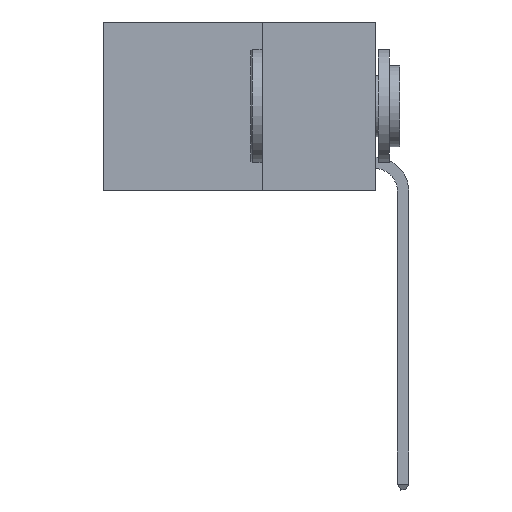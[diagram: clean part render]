
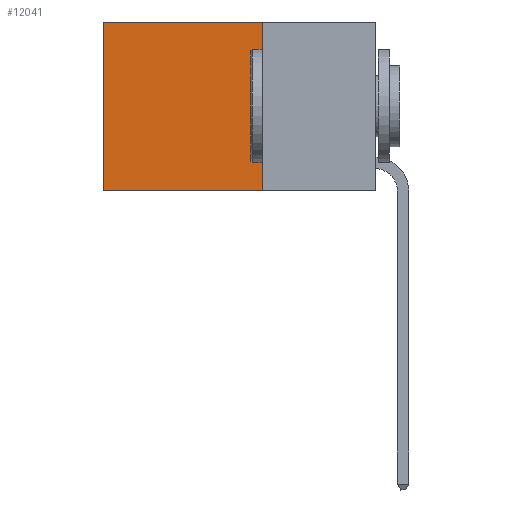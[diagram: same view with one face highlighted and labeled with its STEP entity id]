
A CAD part, left-side view. The second image highlights one B-rep face of the part: STEP entity #12041.
In plain terms, the highlighted planar face has unit normal (-1, 0, 0).
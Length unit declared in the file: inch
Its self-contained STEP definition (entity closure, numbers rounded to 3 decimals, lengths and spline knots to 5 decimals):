
#168 = CARTESIAN_POINT ( 'NONE',  ( 0.2625, 0.25, -0.37 ) ) ;
#311 = LINE ( 'NONE', #8448, #526 ) ;
#526 = VECTOR ( 'NONE', #12465, 39.37008 ) ;
#1054 = LINE ( 'NONE', #13013, #11716 ) ;
#1184 = DIRECTION ( 'NONE',  ( 0., 1., 0. ) ) ;
#1704 = ORIENTED_EDGE ( 'NONE', *, *, #2521, .F. ) ;
#2241 = CARTESIAN_POINT ( 'NONE',  ( 0.2625, 0.6, 0. ) ) ;
#2335 = VERTEX_POINT ( 'NONE', #7500 ) ;
#2521 = EDGE_CURVE ( 'NONE', #10143, #8301, #1054, .T. ) ;
#2553 = LINE ( 'NONE', #3615, #9652 ) ;
#3249 = EDGE_CURVE ( 'NONE', #10143, #8340, #2553, .T. ) ;
#3615 = CARTESIAN_POINT ( 'NONE',  ( 0.2625, 0.25, 0. ) ) ;
#3737 = PLANE ( 'NONE',  #10915 ) ;
#4367 = EDGE_CURVE ( 'NONE', #8340, #2335, #311, .T. ) ;
#4708 = VECTOR ( 'NONE', #1184, 39.37008 ) ;
#5938 = DIRECTION ( 'NONE',  ( 0., 0., -1. ) ) ;
#6091 = DIRECTION ( 'NONE',  ( 1., 0., 0. ) ) ;
#6295 = CARTESIAN_POINT ( 'NONE',  ( 0.2625, 0.25, 0. ) ) ;
#6659 = DIRECTION ( 'NONE',  ( 0., 1., 0. ) ) ;
#7054 = ORIENTED_EDGE ( 'NONE', *, *, #3249, .T. ) ;
#7232 = DIRECTION ( 'NONE',  ( 0., 0., -1. ) ) ;
#7500 = CARTESIAN_POINT ( 'NONE',  ( 0.2625, 0.6, -0.37 ) ) ;
#8301 = VERTEX_POINT ( 'NONE', #9452 ) ;
#8311 = LINE ( 'NONE', #168, #4708 ) ;
#8340 = VERTEX_POINT ( 'NONE', #2241 ) ;
#8448 = CARTESIAN_POINT ( 'NONE',  ( 0.2625, 0.6, 0. ) ) ;
#8722 = EDGE_LOOP ( 'NONE', ( #10879, #9510, #1704, #7054 ) ) ;
#9452 = CARTESIAN_POINT ( 'NONE',  ( 0.2625, 0.25, -0.37 ) ) ;
#9510 = ORIENTED_EDGE ( 'NONE', *, *, #10725, .F. ) ;
#9652 = VECTOR ( 'NONE', #6659, 39.37008 ) ;
#10143 = VERTEX_POINT ( 'NONE', #12032 ) ;
#10725 = EDGE_CURVE ( 'NONE', #8301, #2335, #8311, .T. ) ;
#10778 = FACE_OUTER_BOUND ( 'NONE', #8722, .T. ) ;
#10879 = ORIENTED_EDGE ( 'NONE', *, *, #4367, .T. ) ;
#10915 = AXIS2_PLACEMENT_3D ( 'NONE', #6295, #6091, #7232 ) ;
#11716 = VECTOR ( 'NONE', #5938, 39.37008 ) ;
#12032 = CARTESIAN_POINT ( 'NONE',  ( 0.2625, 0.25, 0. ) ) ;
#12041 = ADVANCED_FACE ( 'NONE', ( #10778 ), #3737, .F. ) ;
#12465 = DIRECTION ( 'NONE',  ( 0., 0., -1. ) ) ;
#13013 = CARTESIAN_POINT ( 'NONE',  ( 0.2625, 0.25, 0. ) ) ;
